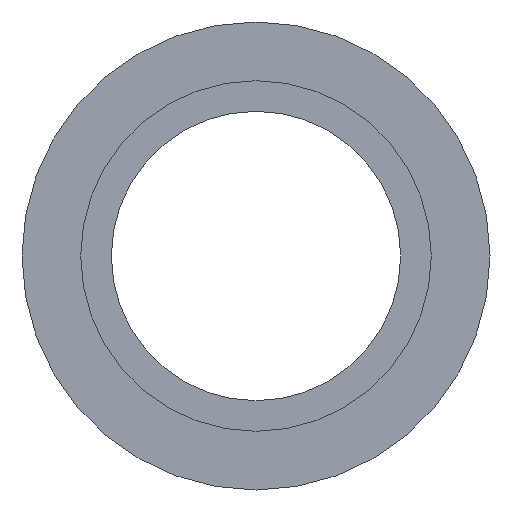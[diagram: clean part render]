
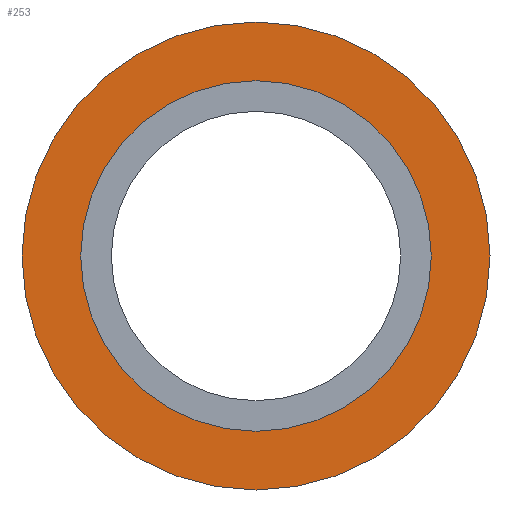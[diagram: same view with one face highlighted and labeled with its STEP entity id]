
A CAD part, left-side view. The second image highlights one B-rep face of the part: STEP entity #253.
In plain terms, the highlighted planar face has unit normal (-1, 0, 0).
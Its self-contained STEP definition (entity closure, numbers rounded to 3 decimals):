
#19=PLANE('',#292);
#37=FACE_BOUND('',#105,.T.);
#69=FACE_OUTER_BOUND('',#104,.T.);
#104=EDGE_LOOP('',(#217));
#105=EDGE_LOOP('',(#218));
#129=CIRCLE('',#278,20.6);
#137=CIRCLE('',#293,27.5);
#152=VERTEX_POINT('',#456);
#160=VERTEX_POINT('',#479);
#175=EDGE_CURVE('',#152,#152,#129,.T.);
#183=EDGE_CURVE('',#160,#160,#137,.T.);
#217=ORIENTED_EDGE('',*,*,#183,.F.);
#218=ORIENTED_EDGE('',*,*,#175,.T.);
#253=ADVANCED_FACE('',(#69,#37),#19,.T.);
#278=AXIS2_PLACEMENT_3D('',#457,#337,#338);
#292=AXIS2_PLACEMENT_3D('',#478,#365,#366);
#293=AXIS2_PLACEMENT_3D('',#480,#367,#368);
#337=DIRECTION('center_axis',(1.,0.,0.));
#338=DIRECTION('ref_axis',(0.,0.,1.));
#365=DIRECTION('center_axis',(-1.,0.,0.));
#366=DIRECTION('ref_axis',(0.,0.,1.));
#367=DIRECTION('center_axis',(1.,0.,0.));
#368=DIRECTION('ref_axis',(0.,0.,1.));
#456=CARTESIAN_POINT('',(-25.,0.,20.6));
#457=CARTESIAN_POINT('Origin',(-25.,0.,0.));
#478=CARTESIAN_POINT('Origin',(-25.,0.,22.25));
#479=CARTESIAN_POINT('',(-25.,0.,27.5));
#480=CARTESIAN_POINT('Origin',(-25.,0.,0.));
